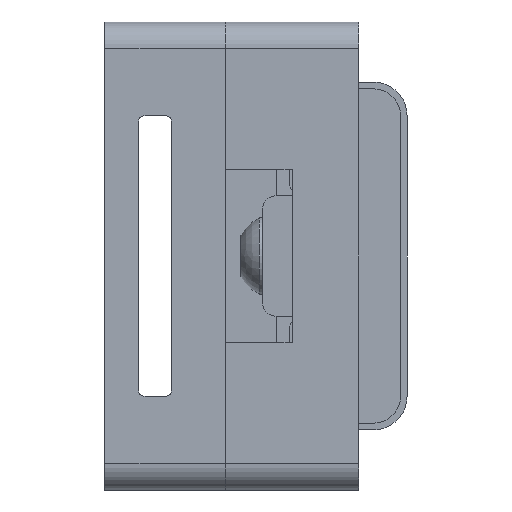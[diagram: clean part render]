
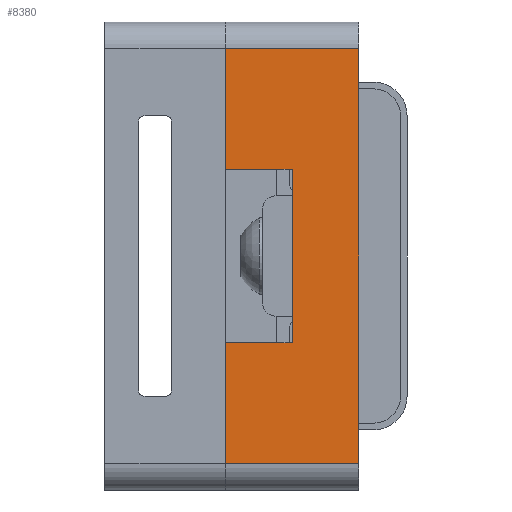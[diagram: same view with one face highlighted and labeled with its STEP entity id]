
A CAD part, left-side view. The second image highlights one B-rep face of the part: STEP entity #8380.
In plain terms, the highlighted planar face has unit normal (-1, 0, 0).
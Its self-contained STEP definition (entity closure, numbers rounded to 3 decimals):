
#650=PLANE('',#9152);
#1093=FACE_OUTER_BOUND('',#1573,.T.);
#1573=EDGE_LOOP('',(#7519,#7520,#7521,#7522,#7523,#7524,#7525,#7526));
#2278=LINE('',#18980,#3050);
#2285=LINE('',#19001,#3057);
#2292=LINE('',#19028,#3064);
#2293=LINE('',#19029,#3065);
#2294=LINE('',#19031,#3066);
#2295=LINE('',#19033,#3067);
#2296=LINE('',#19034,#3068);
#2297=LINE('',#19035,#3069);
#3050=VECTOR('',#11098,9.);
#3057=VECTOR('',#11113,9.);
#3064=VECTOR('',#11140,13.);
#3065=VECTOR('',#11141,5.);
#3066=VECTOR('',#11142,10.);
#3067=VECTOR('',#11143,31.);
#3068=VECTOR('',#11144,10.);
#3069=VECTOR('',#11145,5.);
#4092=VERTEX_POINT('',#18978);
#4093=VERTEX_POINT('',#18979);
#4102=VERTEX_POINT('',#18998);
#4103=VERTEX_POINT('',#19000);
#4112=VERTEX_POINT('',#19026);
#4113=VERTEX_POINT('',#19027);
#4114=VERTEX_POINT('',#19030);
#4115=VERTEX_POINT('',#19032);
#5250=EDGE_CURVE('',#4092,#4093,#2278,.T.);
#5261=EDGE_CURVE('',#4102,#4103,#2285,.T.);
#5274=EDGE_CURVE('',#4112,#4113,#2292,.T.);
#5275=EDGE_CURVE('',#4093,#4112,#2293,.T.);
#5276=EDGE_CURVE('',#4092,#4114,#2294,.T.);
#5277=EDGE_CURVE('',#4114,#4115,#2295,.T.);
#5278=EDGE_CURVE('',#4115,#4103,#2296,.F.);
#5279=EDGE_CURVE('',#4113,#4102,#2297,.T.);
#7519=ORIENTED_EDGE('',*,*,#5274,.F.);
#7520=ORIENTED_EDGE('',*,*,#5275,.F.);
#7521=ORIENTED_EDGE('',*,*,#5250,.F.);
#7522=ORIENTED_EDGE('',*,*,#5276,.T.);
#7523=ORIENTED_EDGE('',*,*,#5277,.T.);
#7524=ORIENTED_EDGE('',*,*,#5278,.T.);
#7525=ORIENTED_EDGE('',*,*,#5261,.F.);
#7526=ORIENTED_EDGE('',*,*,#5279,.F.);
#8380=ADVANCED_FACE('',(#1093),#650,.F.);
#9152=AXIS2_PLACEMENT_3D('',#19025,#11138,#11139);
#11098=DIRECTION('',(0.,0.,1.));
#11113=DIRECTION('',(0.,0.,1.));
#11138=DIRECTION('center_axis',(1.,0.,0.));
#11139=DIRECTION('ref_axis',(0.,0.,-1.));
#11140=DIRECTION('',(0.,0.,1.));
#11141=DIRECTION('',(0.,-1.,0.));
#11142=DIRECTION('',(0.,-1.,0.));
#11143=DIRECTION('',(0.,0.,1.));
#11144=DIRECTION('',(0.,-1.,0.));
#11145=DIRECTION('',(0.,1.,0.));
#18978=CARTESIAN_POINT('',(0.,10.,-33.));
#18979=CARTESIAN_POINT('',(0.,10.,-24.));
#18980=CARTESIAN_POINT('',(0.,10.,-33.));
#18998=CARTESIAN_POINT('',(0.,10.,-11.));
#19000=CARTESIAN_POINT('',(0.,10.,-2.));
#19001=CARTESIAN_POINT('',(0.,10.,-11.));
#19025=CARTESIAN_POINT('Origin',(0.,10.,0.));
#19026=CARTESIAN_POINT('',(0.,5.,-24.));
#19027=CARTESIAN_POINT('',(0.,5.,-11.));
#19028=CARTESIAN_POINT('',(0.,5.,-24.));
#19029=CARTESIAN_POINT('',(0.,10.,-24.));
#19030=CARTESIAN_POINT('',(0.,0.,-33.));
#19031=CARTESIAN_POINT('',(0.,10.,-33.));
#19032=CARTESIAN_POINT('',(0.,0.,-2.));
#19033=CARTESIAN_POINT('',(0.,0.,-33.));
#19034=CARTESIAN_POINT('',(0.,10.,-2.));
#19035=CARTESIAN_POINT('',(0.,5.,-11.));
